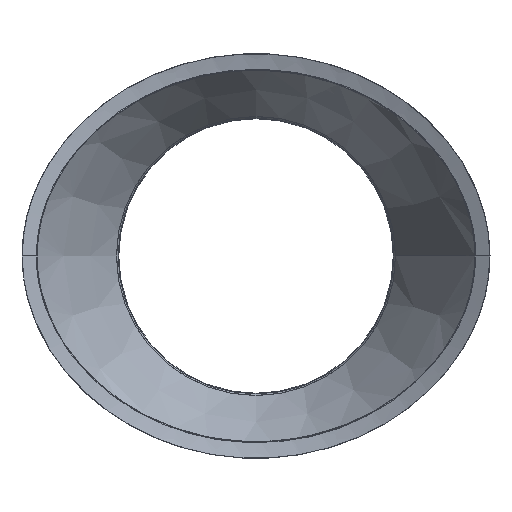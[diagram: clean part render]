
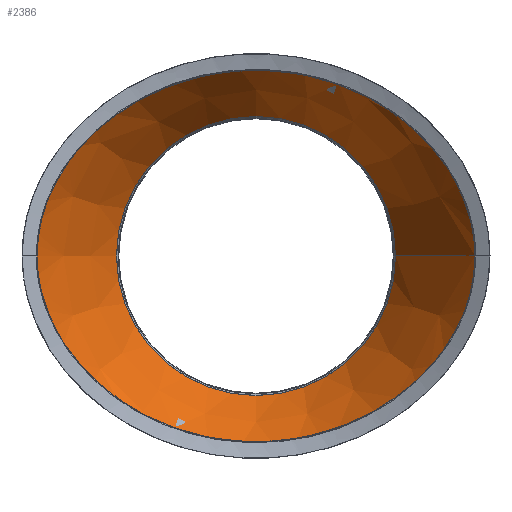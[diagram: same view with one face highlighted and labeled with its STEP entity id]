
A CAD part, front view. The second image highlights one B-rep face of the part: STEP entity #2386.
In plain terms, the highlighted conical face has half-angle 30 degrees and reference radius 123.584 mm.
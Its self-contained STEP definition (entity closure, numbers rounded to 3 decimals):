
#487=CARTESIAN_POINT('',(-193.967,349.052,0.0));
#488=VERTEX_POINT('',#487);
#495=CARTESIAN_POINT('',(-73.386,392.974,151.8));
#496=VERTEX_POINT('',#495);
#497=CARTESIAN_POINT('',(-73.386,392.974,151.8));
#498=CARTESIAN_POINT('',(-94.665,388.956,144.09));
#499=CARTESIAN_POINT('',(-114.439,383.366,133.076));
#500=CARTESIAN_POINT('',(-147.486,371.708,106.619));
#501=CARTESIAN_POINT('',(-161.341,365.65,91.476));
#502=CARTESIAN_POINT('',(-180.215,356.546,61.02));
#503=CARTESIAN_POINT('',(-186.563,353.136,46.488));
#504=CARTESIAN_POINT('',(-191.617,350.366,25.401));
#505=CARTESIAN_POINT('',(-192.603,349.816,19.737));
#506=CARTESIAN_POINT('',(-193.716,349.193,9.35));
#507=CARTESIAN_POINT('',(-193.967,349.052,4.683));
#508=CARTESIAN_POINT('',(-193.967,349.052,0.0));
#509=B_SPLINE_CURVE_WITH_KNOTS('',3,(#497,#498,#499,#500,#501,#502,#503,#504,#505,#506,#507,#508),.UNSPECIFIED.,.F.,.U.,(4,2,2,2,2,4),(0.,6.896,13.222,18.089,19.839,21.256),.UNSPECIFIED.);
#510=EDGE_CURVE('',#496,#488,#509,.T.);
#512=CARTESIAN_POINT('',(73.386,392.974,151.8));
#513=VERTEX_POINT('',#512);
#531=CARTESIAN_POINT('',(193.967,349.052,0.003));
#532=VERTEX_POINT('',#531);
#533=CARTESIAN_POINT('',(193.967,349.052,0.003));
#534=CARTESIAN_POINT('',(193.967,349.052,6.075));
#535=CARTESIAN_POINT('',(193.545,349.29,12.115));
#536=CARTESIAN_POINT('',(191.336,350.522,28.027));
#537=CARTESIAN_POINT('',(188.859,351.895,37.651));
#538=CARTESIAN_POINT('',(177.954,357.677,67.149));
#539=CARTESIAN_POINT('',(166.071,363.648,85.336));
#540=CARTESIAN_POINT('',(146.451,371.782,106.359));
#541=CARTESIAN_POINT('',(140.933,373.941,111.575));
#542=CARTESIAN_POINT('',(130.839,377.607,120.046));
#543=CARTESIAN_POINT('',(126.39,379.139,123.46));
#544=CARTESIAN_POINT('',(107.021,385.405,137.065));
#545=CARTESIAN_POINT('',(90.708,389.703,145.524));
#546=CARTESIAN_POINT('',(73.386,392.974,151.8));
#547=B_SPLINE_CURVE_WITH_KNOTS('',3,(#533,#534,#535,#536,#537,#538,#539,#540,#541,#542,#543,#544,#545,#546),.UNSPECIFIED.,.F.,.U.,(4,2,2,2,2,2,4),(0.,1.821,4.834,11.417,13.771,15.506,21.09),.UNSPECIFIED.);
#548=EDGE_CURVE('',#532,#513,#547,.T.);
#1197=CARTESIAN_POINT('',(73.386,392.974,151.8));
#1198=CARTESIAN_POINT('',(50.61,397.239,160.076));
#1199=CARTESIAN_POINT('',(26.407,399.671,164.466));
#1200=CARTESIAN_POINT('',(-10.867,399.837,164.773));
#1201=CARTESIAN_POINT('',(-23.469,399.289,163.769));
#1202=CARTESIAN_POINT('',(-48.735,397.006,159.51));
#1203=CARTESIAN_POINT('',(-61.284,395.24,156.198));
#1204=CARTESIAN_POINT('',(-73.386,392.974,151.8));
#1205=B_SPLINE_CURVE_WITH_KNOTS('',3,(#1197,#1198,#1199,#1200,#1201,#1202,#1203,#1204),.UNSPECIFIED.,.F.,.U.,(4,2,2,4),(0.0,7.382,11.173,15.093),.UNSPECIFIED.);
#1206=EDGE_CURVE('',#513,#496,#1205,.T.);
#1269=CARTESIAN_POINT('',(-73.386,392.974,-151.8));
#1270=VERTEX_POINT('',#1269);
#1271=CARTESIAN_POINT('',(73.386,392.974,-151.8));
#1272=VERTEX_POINT('',#1271);
#1273=CARTESIAN_POINT('',(-73.386,392.974,-151.8));
#1274=CARTESIAN_POINT('',(-50.61,397.239,-160.076));
#1275=CARTESIAN_POINT('',(-26.407,399.671,-164.466));
#1276=CARTESIAN_POINT('',(10.867,399.837,-164.773));
#1277=CARTESIAN_POINT('',(23.469,399.289,-163.769));
#1278=CARTESIAN_POINT('',(48.735,397.006,-159.51));
#1279=CARTESIAN_POINT('',(61.284,395.24,-156.198));
#1280=CARTESIAN_POINT('',(73.386,392.974,-151.8));
#1281=B_SPLINE_CURVE_WITH_KNOTS('',3,(#1273,#1274,#1275,#1276,#1277,#1278,#1279,#1280),.UNSPECIFIED.,.F.,.U.,(4,2,2,4),(0.0,7.382,11.173,15.093),.UNSPECIFIED.);
#1282=EDGE_CURVE('',#1270,#1272,#1281,.T.);
#2112=CARTESIAN_POINT('',(-193.967,349.052,0.));
#2113=CARTESIAN_POINT('',(-193.967,349.052,-6.071));
#2114=CARTESIAN_POINT('',(-193.545,349.29,-12.111));
#2115=CARTESIAN_POINT('',(-191.337,350.521,-28.021));
#2116=CARTESIAN_POINT('',(-188.862,351.894,-37.643));
#2117=CARTESIAN_POINT('',(-177.959,357.674,-67.139));
#2118=CARTESIAN_POINT('',(-166.078,363.645,-85.326));
#2119=CARTESIAN_POINT('',(-146.46,371.779,-106.35));
#2120=CARTESIAN_POINT('',(-140.942,373.938,-111.568));
#2121=CARTESIAN_POINT('',(-130.846,377.605,-120.04));
#2122=CARTESIAN_POINT('',(-126.397,379.137,-123.455));
#2123=CARTESIAN_POINT('',(-107.025,385.404,-137.062));
#2124=CARTESIAN_POINT('',(-90.711,389.702,-145.523));
#2125=CARTESIAN_POINT('',(-73.386,392.974,-151.8));
#2126=B_SPLINE_CURVE_WITH_KNOTS('',3,(#2112,#2113,#2114,#2115,#2116,#2117,#2118,#2119,#2120,#2121,#2122,#2123,#2124,#2125),.UNSPECIFIED.,.F.,.U.,(4,2,2,2,2,2,4),(0.0,1.821,4.833,11.416,13.77,15.506,21.09),.UNSPECIFIED.);
#2127=EDGE_CURVE('',#488,#1270,#2126,.T.);
#2131=CARTESIAN_POINT('',(193.967,349.052,0.0));
#2132=VERTEX_POINT('',#2131);
#2139=CARTESIAN_POINT('',(73.386,392.974,-151.8));
#2140=CARTESIAN_POINT('',(94.665,388.956,-144.09));
#2141=CARTESIAN_POINT('',(114.439,383.366,-133.076));
#2142=CARTESIAN_POINT('',(147.486,371.708,-106.619));
#2143=CARTESIAN_POINT('',(161.341,365.65,-91.476));
#2144=CARTESIAN_POINT('',(180.215,356.546,-61.02));
#2145=CARTESIAN_POINT('',(186.563,353.136,-46.488));
#2146=CARTESIAN_POINT('',(191.617,350.366,-25.401));
#2147=CARTESIAN_POINT('',(192.603,349.816,-19.737));
#2148=CARTESIAN_POINT('',(193.716,349.193,-9.35));
#2149=CARTESIAN_POINT('',(193.967,349.052,-4.683));
#2150=CARTESIAN_POINT('',(193.967,349.052,0.));
#2151=B_SPLINE_CURVE_WITH_KNOTS('',3,(#2139,#2140,#2141,#2142,#2143,#2144,#2145,#2146,#2147,#2148,#2149,#2150),.UNSPECIFIED.,.F.,.U.,(4,2,2,2,2,4),(0.,6.896,13.222,18.089,19.839,21.256),.UNSPECIFIED.);
#2152=EDGE_CURVE('',#1272,#2132,#2151,.T.);
#2350=CARTESIAN_POINT('',(0.0,470.959,0.0));
#2351=DIRECTION('',(0.0,-1.0,0.0));
#2352=DIRECTION('',(1.,0.0,0.));
#2353=AXIS2_PLACEMENT_3D('',#2350,#2351,#2352);
#2354=CONICAL_SURFACE('',#2353,123.584,30.);
#2355=ORIENTED_EDGE('',*,*,#548,.T.);
#2356=ORIENTED_EDGE('',*,*,#1206,.T.);
#2357=ORIENTED_EDGE('',*,*,#510,.T.);
#2358=ORIENTED_EDGE('',*,*,#2127,.T.);
#2359=ORIENTED_EDGE('',*,*,#1282,.T.);
#2360=ORIENTED_EDGE('',*,*,#2152,.T.);
#2361=CARTESIAN_POINT('',(123.584,470.959,0.0));
#2362=VERTEX_POINT('',#2361);
#2363=CARTESIAN_POINT('',(123.584,470.959,0.0));
#2364=DIRECTION('',(0.5,-0.866,0.0));
#2365=VECTOR('',#2364,140.766);
#2366=LINE('',#2363,#2365);
#2367=EDGE_CURVE('',#2362,#2132,#2366,.T.);
#2368=ORIENTED_EDGE('',*,*,#2367,.F.);
#2369=CARTESIAN_POINT('',(123.584,470.959,0.002));
#2370=VERTEX_POINT('',#2369);
#2371=CARTESIAN_POINT('',(0.0,470.959,0.0));
#2372=DIRECTION('',(0.0,1.0,0.0));
#2373=DIRECTION('',(1.0,0.0,0.0));
#2374=AXIS2_PLACEMENT_3D('',#2371,#2372,#2373);
#2375=CIRCLE('',#2374,123.584);
#2376=EDGE_CURVE('',#2362,#2370,#2375,.T.);
#2377=ORIENTED_EDGE('',*,*,#2376,.T.);
#2378=CARTESIAN_POINT('',(123.584,470.959,0.002));
#2379=DIRECTION('',(0.5,-0.866,0.));
#2380=VECTOR('',#2379,140.766);
#2381=LINE('',#2378,#2380);
#2382=EDGE_CURVE('',#2370,#532,#2381,.T.);
#2383=ORIENTED_EDGE('',*,*,#2382,.T.);
#2384=EDGE_LOOP('',(#2355,#2356,#2357,#2358,#2359,#2360,#2368,#2377,#2383));
#2385=FACE_OUTER_BOUND('',#2384,.T.);
#2386=ADVANCED_FACE('',(#2385),#2354,.F.);
